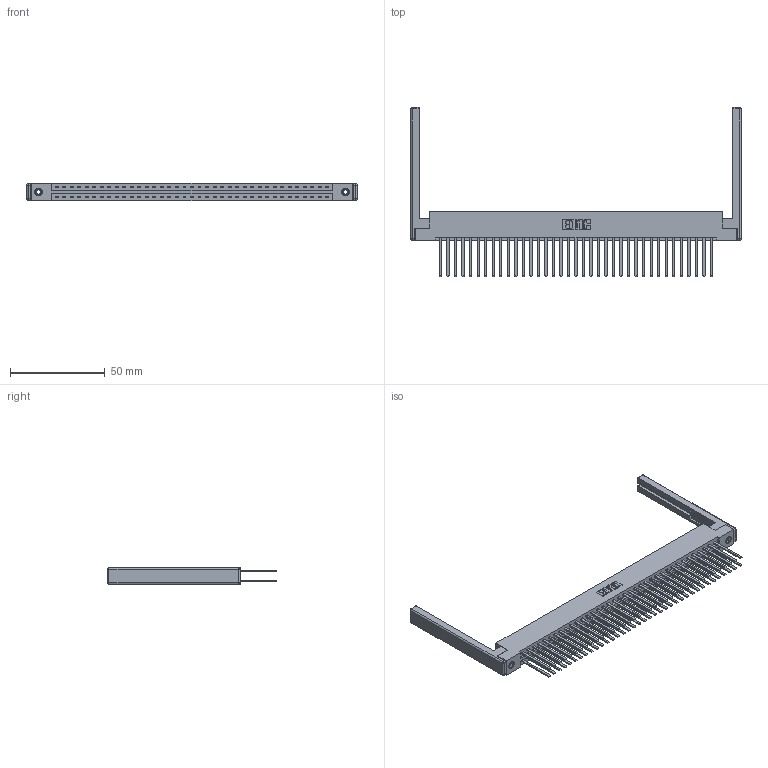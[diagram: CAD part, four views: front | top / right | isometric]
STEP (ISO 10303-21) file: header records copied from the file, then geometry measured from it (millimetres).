
FILE_DESCRIPTION (( 'STEP AP203' ), '1' );
FILE_NAME ('337-074-544-268.STEP', '2019-10-10T04:03:36', ( '' ), ( '' ), 'SwSTEP 2.0', 'SolidWorks 2016', '' );
FILE_SCHEMA (( 'CONFIG_CONTROL_DESIGN' ));
Length unit declared in the file: inch
Products named in the file (5): 345-250-001_345-250-001-102; 337-074-544-268; 307-220-068; 337 Part_Flush Mounting Lugs - 0.156 Dia-TI; 345-292-001_345-293-144
Assembly tree (79 placements, depth 2):
  337-074-544-268
    337 Part_Flush Mounting Lugs - 0.156 Dia-TI
    345-292-001_345-293-144  x74
    345-250-001_345-250-001-102  x2
    307-220-068  x2
Bounding box: 174.04 x 89.03 x 9.4 mm (x, y, z)
Volume: 23697.4 mm3; surface area: 29207.4 mm2
Topology: 79 solids, 79 shells, 3820 faces, 11283 edges, 7402 vertices
Faces by surface type: plane 2674, cylinder 1122, cone 12, sphere 8, torus 4
Entity records: 31910 total; most frequent: CARTESIAN_POINT 5343, ORIENTED_EDGE 5268, DIRECTION 4620, EDGE_CURVE 2634, VECTOR 2460, LINE 2460, VERTEX_POINT 1746, AXIS2_PLACEMENT_3D 1080
